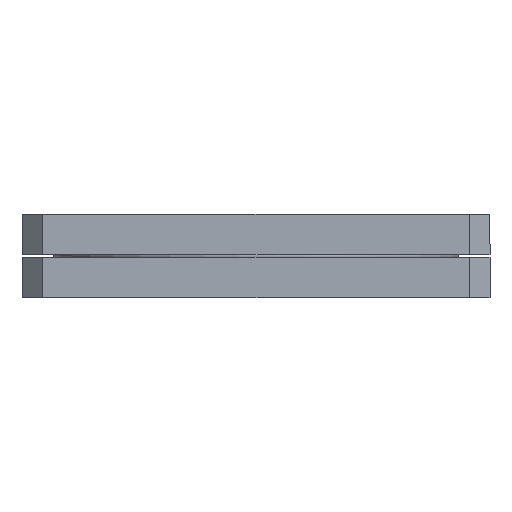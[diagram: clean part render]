
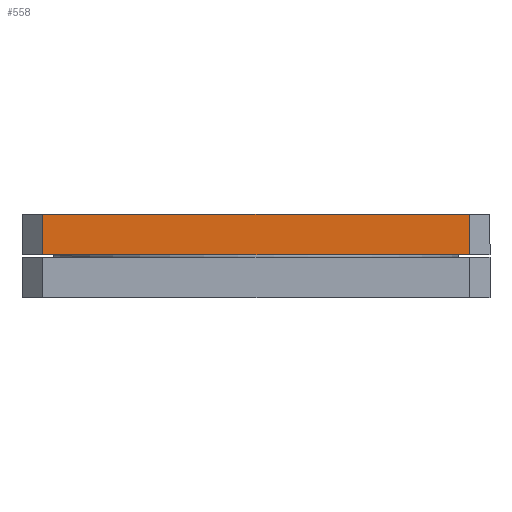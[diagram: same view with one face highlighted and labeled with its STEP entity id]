
A CAD part, front view. The second image highlights one B-rep face of the part: STEP entity #558.
In plain terms, the highlighted planar face has unit normal (0, -1, 0).
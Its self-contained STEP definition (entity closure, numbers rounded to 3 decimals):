
#6 = DIRECTION ( 'NONE',  ( 0., 0., 1. ) ) ;
#30 = FACE_OUTER_BOUND ( 'NONE', #255, .T. ) ;
#38 = PLANE ( 'NONE',  #606 ) ;
#69 = ORIENTED_EDGE ( 'NONE', *, *, #686, .T. ) ;
#186 = VERTEX_POINT ( 'NONE', #1226 ) ;
#216 = EDGE_CURVE ( 'NONE', #186, #545, #1452, .T. ) ;
#255 = EDGE_LOOP ( 'NONE', ( #1369, #1081, #69, #1305 ) ) ;
#545 = VERTEX_POINT ( 'NONE', #1868 ) ;
#558 = ADVANCED_FACE ( 'NONE', ( #30 ), #38, .T. ) ;
#606 = AXIS2_PLACEMENT_3D ( 'NONE', #1469, #1169, #1547 ) ;
#645 = LINE ( 'NONE', #962, #672 ) ;
#672 = VECTOR ( 'NONE', #1858, 1000. ) ;
#686 = EDGE_CURVE ( 'NONE', #785, #1172, #645, .T. ) ;
#785 = VERTEX_POINT ( 'NONE', #1129 ) ;
#856 = CARTESIAN_POINT ( 'NONE',  ( 41., -45., 0. ) ) ;
#925 = LINE ( 'NONE', #1861, #1327 ) ;
#957 = VECTOR ( 'NONE', #1488, 1000. ) ;
#962 = CARTESIAN_POINT ( 'NONE',  ( 45., -45., 0. ) ) ;
#1080 = EDGE_CURVE ( 'NONE', #545, #785, #1593, .T. ) ;
#1081 = ORIENTED_EDGE ( 'NONE', *, *, #1080, .T. ) ;
#1129 = CARTESIAN_POINT ( 'NONE',  ( 41., -45., 0. ) ) ;
#1169 = DIRECTION ( 'NONE',  ( 0., -1., 0. ) ) ;
#1172 = VERTEX_POINT ( 'NONE', #1471 ) ;
#1226 = CARTESIAN_POINT ( 'NONE',  ( -41., -45., -7.75 ) ) ;
#1262 = DIRECTION ( 'NONE',  ( 0., 0., -1. ) ) ;
#1305 = ORIENTED_EDGE ( 'NONE', *, *, #1885, .T. ) ;
#1327 = VECTOR ( 'NONE', #1262, 1000. ) ;
#1369 = ORIENTED_EDGE ( 'NONE', *, *, #216, .T. ) ;
#1452 = LINE ( 'NONE', #1623, #957 ) ;
#1469 = CARTESIAN_POINT ( 'NONE',  ( 45., -45., 0. ) ) ;
#1471 = CARTESIAN_POINT ( 'NONE',  ( -41., -45., 0. ) ) ;
#1488 = DIRECTION ( 'NONE',  ( 1., 0., 0. ) ) ;
#1547 = DIRECTION ( 'NONE',  ( 0., 0., -1. ) ) ;
#1549 = VECTOR ( 'NONE', #6, 1000. ) ;
#1593 = LINE ( 'NONE', #856, #1549 ) ;
#1623 = CARTESIAN_POINT ( 'NONE',  ( -225., -45., -7.75 ) ) ;
#1858 = DIRECTION ( 'NONE',  ( -1., 0., 0. ) ) ;
#1861 = CARTESIAN_POINT ( 'NONE',  ( -41., -45., 0. ) ) ;
#1868 = CARTESIAN_POINT ( 'NONE',  ( 41., -45., -7.75 ) ) ;
#1885 = EDGE_CURVE ( 'NONE', #1172, #186, #925, .T. ) ;
